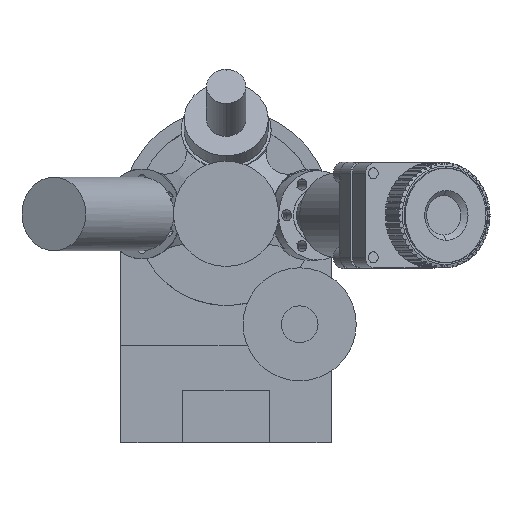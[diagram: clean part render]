
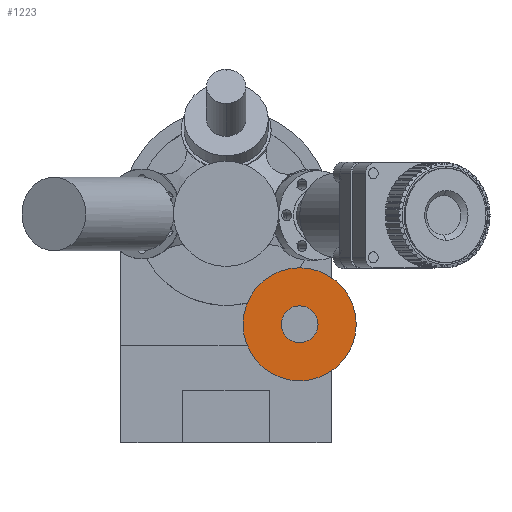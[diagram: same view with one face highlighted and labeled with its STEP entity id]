
A CAD part, left-side view. The second image highlights one B-rep face of the part: STEP entity #1223.
In plain terms, the highlighted planar face has unit normal (-1, 0, 0).
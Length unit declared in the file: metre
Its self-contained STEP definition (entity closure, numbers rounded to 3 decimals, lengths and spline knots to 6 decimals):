
#1223=ADVANCED_FACE('6:221',(#3557,#3558),#3559,.T.);
#3557=FACE_BOUND('',#7147,.T.);
#3558=FACE_OUTER_BOUND('',#7148,.T.);
#3559=PLANE('',#7149);
#7147=EDGE_LOOP('',(#20206,#20207));
#7148=EDGE_LOOP('',(#20208,#20209));
#7149=AXIS2_PLACEMENT_3D('',#20210,#20211,#20212);
#20206=ORIENTED_EDGE('',*,*,#30043,.F.);
#20207=ORIENTED_EDGE('',*,*,#30053,.F.);
#20208=ORIENTED_EDGE('',*,*,#30048,.F.);
#20209=ORIENTED_EDGE('',*,*,#30050,.F.);
#20210=CARTESIAN_POINT('',(-0.119,0.012,0.045));
#20211=DIRECTION('',(-1.0,0.0,0.0));
#20212=DIRECTION('',(0.0,0.0,1.0));
#30043=EDGE_CURVE('6:233',#34094,#34090,#34096,.F.);
#30048=EDGE_CURVE('6:227',#34103,#34099,#34105,.F.);
#30050=EDGE_CURVE('6:227',#34099,#34103,#34107,.F.);
#30053=EDGE_CURVE('6:233',#34090,#34094,#34110,.F.);
#34090=VERTEX_POINT('',#39999);
#34094=VERTEX_POINT('',#40004);
#34096=CIRCLE('',#40007,0.007);
#34099=VERTEX_POINT('',#40010);
#34103=VERTEX_POINT('',#40015);
#34105=CIRCLE('',#40018,0.0215);
#34107=CIRCLE('',#40020,0.0215);
#34110=CIRCLE('',#40023,0.007);
#39999=CARTESIAN_POINT('',(-0.119,0.005,0.045));
#40004=CARTESIAN_POINT('',(-0.119,0.019,0.045));
#40007=AXIS2_PLACEMENT_3D('',#62237,#62238,#62239);
#40010=CARTESIAN_POINT('',(-0.119,-0.0095,0.045));
#40015=CARTESIAN_POINT('',(-0.119,0.0335,0.045));
#40018=AXIS2_PLACEMENT_3D('',#62245,#62246,#62247);
#40020=AXIS2_PLACEMENT_3D('',#62248,#62249,#62250);
#40023=AXIS2_PLACEMENT_3D('',#62254,#62255,#62256);
#62237=CARTESIAN_POINT('',(-0.119,0.012,0.045));
#62238=DIRECTION('',(1.0,0.0,-0.0));
#62239=DIRECTION('',(0.0,-1.0,0.0));
#62245=CARTESIAN_POINT('',(-0.119,0.012,0.045));
#62246=DIRECTION('',(-1.0,0.0,0.0));
#62247=DIRECTION('',(0.0,-1.0,0.0));
#62248=CARTESIAN_POINT('',(-0.119,0.012,0.045));
#62249=DIRECTION('',(-1.0,0.0,0.0));
#62250=DIRECTION('',(0.0,-1.0,0.0));
#62254=CARTESIAN_POINT('',(-0.119,0.012,0.045));
#62255=DIRECTION('',(1.0,0.0,-0.0));
#62256=DIRECTION('',(0.0,-1.0,0.0));
